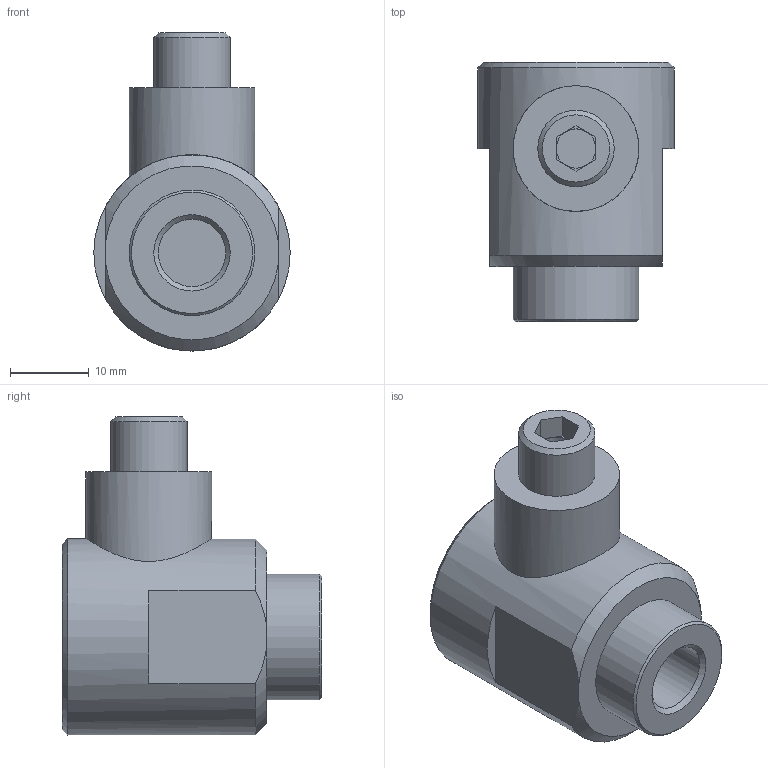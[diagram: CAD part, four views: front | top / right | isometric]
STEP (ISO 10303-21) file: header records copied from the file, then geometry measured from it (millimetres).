
FILE_DESCRIPTION(/* description */ ('STEP AP214'),/* implementation_level */ '2;1');
FILE_NAME(/* name */ '4616_SEU-1_8',/* time_stamp */ '2024-09-11T20:28:30+02:00',/* author */ ('License CC BY-ND 4.0'),/* organization */ ('CADENAS'),/* preprocessor_version */ 'ST-DEVELOPER v19.3',/* originating_system */ 'PARTsolutions',/* authorisation */ ' ');
FILE_SCHEMA (('AUTOMOTIVE_DESIGN {1 0 10303 214 3 1 1}'));
Length unit declared in the file: millimetre
Products named in the file (3): 4616 SEU-1/8; 4616 SEU-1/8---(geh); 203468 SEU-1/8
Assembly tree (2 placements, depth 2):
  4616 SEU-1/8
    4616 SEU-1/8---(geh)
    203468 SEU-1/8
Bounding box: 25 x 33 x 40.5 mm (x, y, z)
Volume: 15322 mm3; surface area: 5023.8 mm2
Topology: 2 solids, 2 shells, 43 faces, 87 edges, 53 vertices
Faces by surface type: plane 25, cylinder 9, cone 9
Full cylindrical faces by diameter (mm): 5 x1, 6 x1, 8.5 x1, 8.566 x2, 9.728 x1, 16 x2, 25 x1
Entity records: 1125 total; most frequent: CARTESIAN_POINT 199, DIRECTION 190, ORIENTED_EDGE 140, AXIS2_PLACEMENT_3D 79, EDGE_CURVE 70, EDGE_LOOP 66, FACE_BOUND 66, VERTEX_POINT 52
